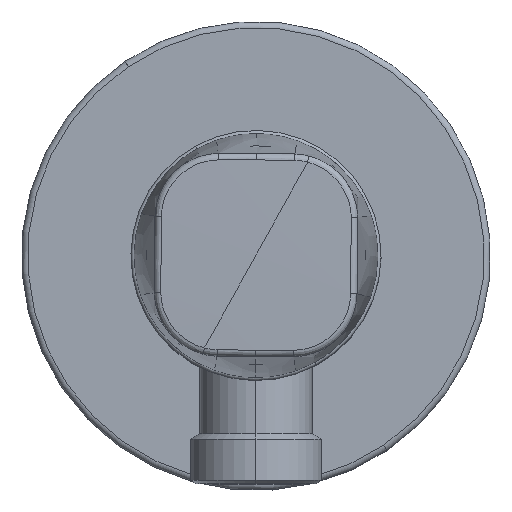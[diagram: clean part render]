
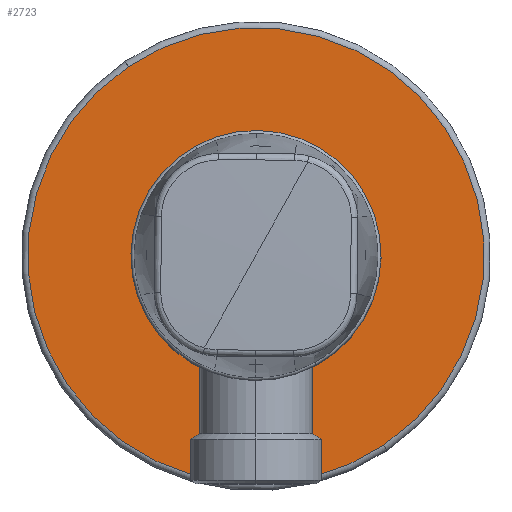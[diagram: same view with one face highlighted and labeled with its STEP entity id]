
A CAD part, top view. The second image highlights one B-rep face of the part: STEP entity #2723.
In plain terms, the highlighted planar face has unit normal (0, 0, 1).
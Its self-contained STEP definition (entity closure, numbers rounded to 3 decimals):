
#187 = DIRECTION ( 'NONE',  ( 0.559, -0.829, 0. ) ) ;
#227 = PLANE ( 'NONE',  #885 ) ;
#354 = FACE_OUTER_BOUND ( 'NONE', #2998, .T. ) ;
#464 = ORIENTED_EDGE ( 'NONE', *, *, #3020, .T. ) ;
#466 = ORIENTED_EDGE ( 'NONE', *, *, #936, .T. ) ;
#523 = DIRECTION ( 'NONE',  ( 0., 0., 1. ) ) ;
#778 = VERTEX_POINT ( 'NONE', #1696 ) ;
#885 = AXIS2_PLACEMENT_3D ( 'NONE', #1461, #523, #2715 ) ;
#936 = EDGE_CURVE ( 'NONE', #3192, #778, #957, .T. ) ;
#957 = CIRCLE ( 'NONE', #2995, 36.5 ) ;
#1133 = CARTESIAN_POINT ( 'NONE',  ( -20.42, 30.253, 11.6 ) ) ;
#1135 = DIRECTION ( 'NONE',  ( 0.559, -0.829, 0. ) ) ;
#1461 = CARTESIAN_POINT ( 'NONE',  ( 0., 0., 11.6 ) ) ;
#1696 = CARTESIAN_POINT ( 'NONE',  ( 20.42, -30.253, 11.6 ) ) ;
#2053 = DIRECTION ( 'NONE',  ( 0., 0., 1. ) ) ;
#2383 = AXIS2_PLACEMENT_3D ( 'NONE', #3918, #2053, #187 ) ;
#2587 = DIRECTION ( 'NONE',  ( 0., 0., 1. ) ) ;
#2715 = DIRECTION ( 'NONE',  ( 0.559, -0.829, 0. ) ) ;
#2723 = ADVANCED_FACE ( 'NONE', ( #354 ), #227, .T. ) ;
#2742 = CIRCLE ( 'NONE', #2383, 36.5 ) ;
#2929 = CARTESIAN_POINT ( 'NONE',  ( 0., 0., 11.6 ) ) ;
#2995 = AXIS2_PLACEMENT_3D ( 'NONE', #2929, #2587, #1135 ) ;
#2998 = EDGE_LOOP ( 'NONE', ( #464, #466 ) ) ;
#3020 = EDGE_CURVE ( 'NONE', #778, #3192, #2742, .T. ) ;
#3192 = VERTEX_POINT ( 'NONE', #1133 ) ;
#3918 = CARTESIAN_POINT ( 'NONE',  ( 0., 0., 11.6 ) ) ;
